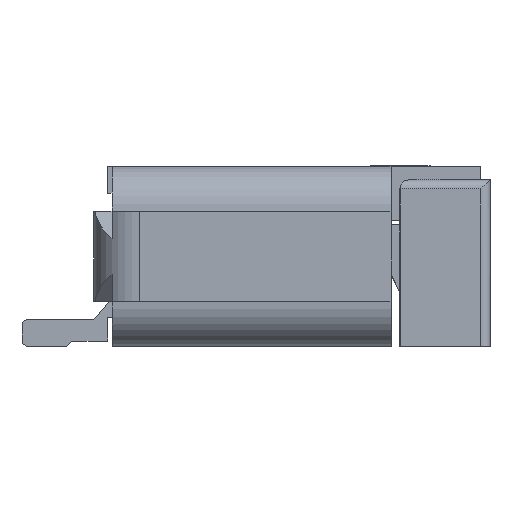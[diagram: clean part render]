
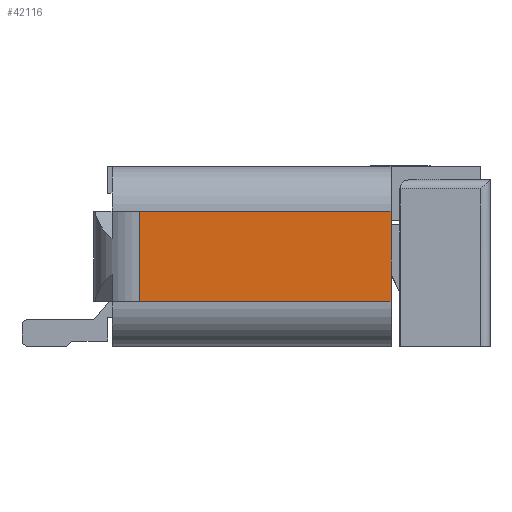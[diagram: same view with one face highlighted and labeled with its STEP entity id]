
A CAD part, left-side view. The second image highlights one B-rep face of the part: STEP entity #42116.
In plain terms, the highlighted planar face has unit normal (-1, 0, 0).
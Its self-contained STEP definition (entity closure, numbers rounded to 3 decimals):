
#2258 = LINE ( 'NONE', #21404, #38528 ) ;
#3701 = VERTEX_POINT ( 'NONE', #38846 ) ;
#4951 = ORIENTED_EDGE ( 'NONE', *, *, #28464, .T. ) ;
#6102 = ORIENTED_EDGE ( 'NONE', *, *, #17565, .T. ) ;
#10271 = VECTOR ( 'NONE', #79413, 1000. ) ;
#15560 = CARTESIAN_POINT ( 'NONE',  ( -8.25, -1.5, 0.5 ) ) ;
#17565 = EDGE_CURVE ( 'NONE', #3701, #37599, #47544, .T. ) ;
#19677 = DIRECTION ( 'NONE',  ( 0., -1., 0. ) ) ;
#20923 = CARTESIAN_POINT ( 'NONE',  ( -8.25, 4.291, 0. ) ) ;
#21404 = CARTESIAN_POINT ( 'NONE',  ( -8.25, 4.291, 0.5 ) ) ;
#23394 = EDGE_CURVE ( 'NONE', #34214, #27595, #46212, .T. ) ;
#26112 = ORIENTED_EDGE ( 'NONE', *, *, #45942, .F. ) ;
#26352 = FACE_OUTER_BOUND ( 'NONE', #34035, .T. ) ;
#27595 = VERTEX_POINT ( 'NONE', #71449 ) ;
#27993 = DIRECTION ( 'NONE',  ( 1., 0., 0. ) ) ;
#28464 = EDGE_CURVE ( 'NONE', #37599, #34214, #2258, .T. ) ;
#29273 = DIRECTION ( 'NONE',  ( 0., -1., 0. ) ) ;
#31698 = PLANE ( 'NONE',  #54018 ) ;
#32908 = LINE ( 'NONE', #52016, #54595 ) ;
#34035 = EDGE_LOOP ( 'NONE', ( #6102, #4951, #73879, #26112 ) ) ;
#34214 = VERTEX_POINT ( 'NONE', #15560 ) ;
#37599 = VERTEX_POINT ( 'NONE', #55271 ) ;
#37970 = CARTESIAN_POINT ( 'NONE',  ( -8.25, -1.5, 0. ) ) ;
#38528 = VECTOR ( 'NONE', #29273, 1000. ) ;
#38846 = CARTESIAN_POINT ( 'NONE',  ( -8.25, 1.3, 1.5 ) ) ;
#42116 = ADVANCED_FACE ( 'NONE', ( #26352 ), #31698, .F. ) ;
#43113 = VECTOR ( 'NONE', #73222, 1000. ) ;
#45942 = EDGE_CURVE ( 'NONE', #3701, #27595, #32908, .T. ) ;
#46212 = LINE ( 'NONE', #37970, #10271 ) ;
#47544 = LINE ( 'NONE', #65079, #43113 ) ;
#52016 = CARTESIAN_POINT ( 'NONE',  ( -8.25, 4.291, 1.5 ) ) ;
#54018 = AXIS2_PLACEMENT_3D ( 'NONE', #20923, #27993, #71539 ) ;
#54595 = VECTOR ( 'NONE', #19677, 1000. ) ;
#55271 = CARTESIAN_POINT ( 'NONE',  ( -8.25, 1.3, 0.5 ) ) ;
#65079 = CARTESIAN_POINT ( 'NONE',  ( -8.25, 1.3, 1.5 ) ) ;
#71449 = CARTESIAN_POINT ( 'NONE',  ( -8.25, -1.5, 1.5 ) ) ;
#71539 = DIRECTION ( 'NONE',  ( 0., 1., 0. ) ) ;
#73222 = DIRECTION ( 'NONE',  ( 0., 0., -1. ) ) ;
#73879 = ORIENTED_EDGE ( 'NONE', *, *, #23394, .T. ) ;
#79413 = DIRECTION ( 'NONE',  ( 0., 0., 1. ) ) ;
